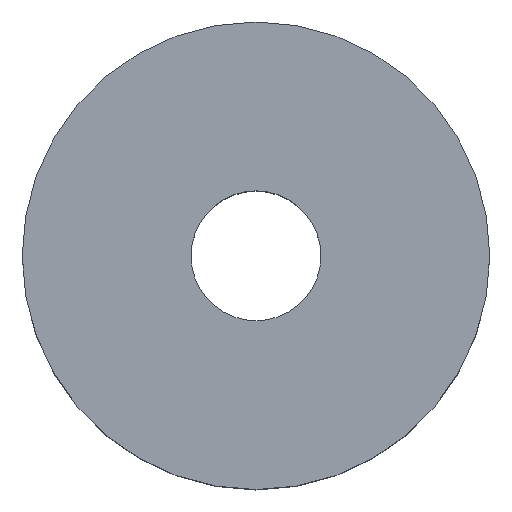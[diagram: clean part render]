
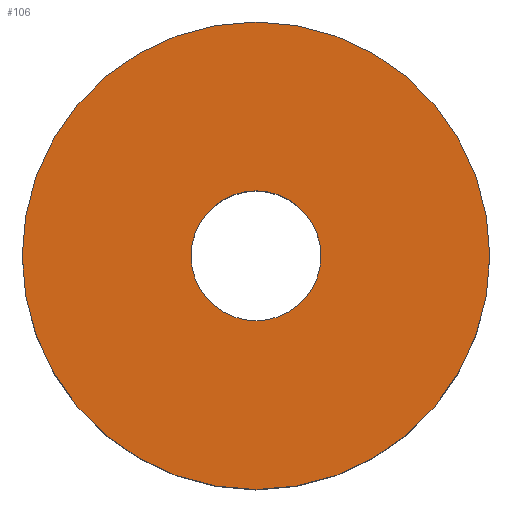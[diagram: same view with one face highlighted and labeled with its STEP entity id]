
A CAD part, top view. The second image highlights one B-rep face of the part: STEP entity #106.
In plain terms, the highlighted planar face has unit normal (0, 0, 1).
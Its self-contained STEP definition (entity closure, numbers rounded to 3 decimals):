
#8 = AXIS2_PLACEMENT_3D ( 'NONE', #256, #52, #163 ) ;
#18 = EDGE_CURVE ( 'NONE', #29, #31, #95, .T. ) ;
#19 = AXIS2_PLACEMENT_3D ( 'NONE', #359, #134, #331 ) ;
#29 = VERTEX_POINT ( 'NONE', #99 ) ;
#31 = VERTEX_POINT ( 'NONE', #131 ) ;
#38 = DIRECTION ( 'NONE',  ( 1., 0., 0. ) ) ;
#45 = EDGE_LOOP ( 'NONE', ( #279, #91 ) ) ;
#52 = DIRECTION ( 'NONE',  ( 0., 0., 1. ) ) ;
#56 = DIRECTION ( 'NONE',  ( 0., 0., 1. ) ) ;
#61 = AXIS2_PLACEMENT_3D ( 'NONE', #115, #56, #327 ) ;
#67 = CARTESIAN_POINT ( 'NONE',  ( -2.5, 0., 0. ) ) ;
#72 = CARTESIAN_POINT ( 'NONE',  ( 0., 0., 0. ) ) ;
#91 = ORIENTED_EDGE ( 'NONE', *, *, #135, .F. ) ;
#95 = CIRCLE ( 'NONE', #191, 9. ) ;
#99 = CARTESIAN_POINT ( 'NONE',  ( 9., 0., 0. ) ) ;
#102 = CARTESIAN_POINT ( 'NONE',  ( 0., 0., 0. ) ) ;
#106 = ADVANCED_FACE ( 'NONE', ( #141, #278 ), #227, .T. ) ;
#115 = CARTESIAN_POINT ( 'NONE',  ( 0., 0., 0. ) ) ;
#129 = DIRECTION ( 'NONE',  ( 0., 0., 1. ) ) ;
#131 = CARTESIAN_POINT ( 'NONE',  ( -9., 0., 0. ) ) ;
#134 = DIRECTION ( 'NONE',  ( 0., 0., 1. ) ) ;
#135 = EDGE_CURVE ( 'NONE', #332, #313, #297, .T. ) ;
#141 = FACE_OUTER_BOUND ( 'NONE', #286, .T. ) ;
#161 = CIRCLE ( 'NONE', #326, 9. ) ;
#163 = DIRECTION ( 'NONE',  ( 1., 0., 0. ) ) ;
#191 = AXIS2_PLACEMENT_3D ( 'NONE', #102, #129, #38 ) ;
#204 = CIRCLE ( 'NONE', #8, 2.5 ) ;
#209 = DIRECTION ( 'NONE',  ( 1., 0., 0. ) ) ;
#227 = PLANE ( 'NONE',  #19 ) ;
#232 = EDGE_CURVE ( 'NONE', #313, #332, #204, .T. ) ;
#239 = CARTESIAN_POINT ( 'NONE',  ( 2.5, 0., 0. ) ) ;
#253 = ORIENTED_EDGE ( 'NONE', *, *, #18, .T. ) ;
#256 = CARTESIAN_POINT ( 'NONE',  ( 0., 0., 0. ) ) ;
#278 = FACE_BOUND ( 'NONE', #45, .T. ) ;
#279 = ORIENTED_EDGE ( 'NONE', *, *, #232, .F. ) ;
#285 = DIRECTION ( 'NONE',  ( 0., 0., 1. ) ) ;
#286 = EDGE_LOOP ( 'NONE', ( #253, #321 ) ) ;
#297 = CIRCLE ( 'NONE', #61, 2.5 ) ;
#301 = EDGE_CURVE ( 'NONE', #31, #29, #161, .T. ) ;
#313 = VERTEX_POINT ( 'NONE', #239 ) ;
#321 = ORIENTED_EDGE ( 'NONE', *, *, #301, .T. ) ;
#326 = AXIS2_PLACEMENT_3D ( 'NONE', #72, #285, #209 ) ;
#327 = DIRECTION ( 'NONE',  ( 1., 0., 0. ) ) ;
#331 = DIRECTION ( 'NONE',  ( 1., 0., 0. ) ) ;
#332 = VERTEX_POINT ( 'NONE', #67 ) ;
#359 = CARTESIAN_POINT ( 'NONE',  ( 2.5, 0., 0. ) ) ;
